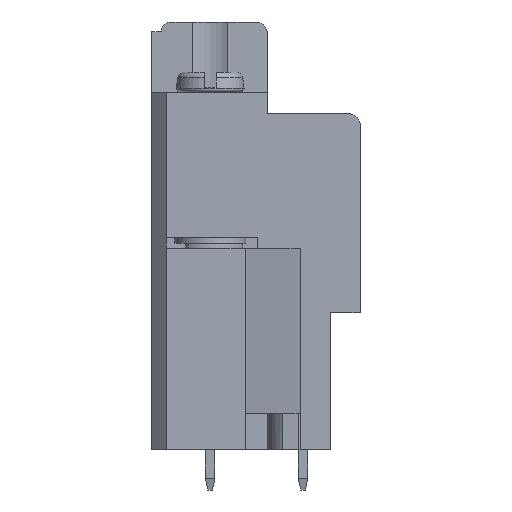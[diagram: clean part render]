
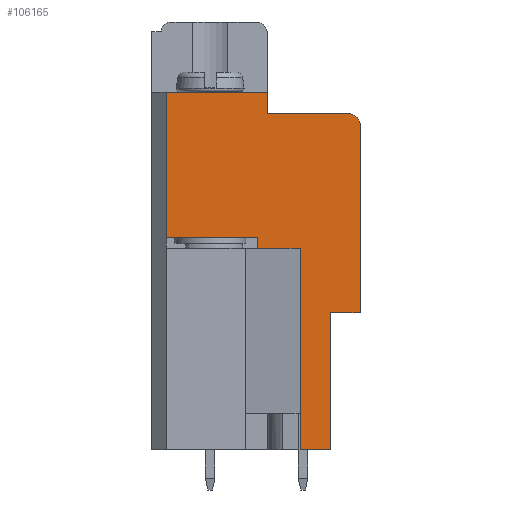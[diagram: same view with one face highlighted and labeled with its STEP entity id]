
A CAD part, left-side view. The second image highlights one B-rep face of the part: STEP entity #106165.
In plain terms, the highlighted planar face has unit normal (-1, 0, 0).
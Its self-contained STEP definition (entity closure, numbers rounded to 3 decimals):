
#91981=CARTESIAN_POINT('',(-50.325,-7.55,4.));
#91982=VERTEX_POINT('',#91981);
#91989=CARTESIAN_POINT('',(-50.325,-4.,4.));
#91990=VERTEX_POINT('',#91989);
#91991=CARTESIAN_POINT('',(-50.325,-4.,4.));
#91992=DIRECTION('',(0.,-1.,0.));
#91993=VECTOR('',#91992,3.55);
#91994=LINE('',#91991,#91993);
#91995=EDGE_CURVE('',#91990,#91982,#91994,.T.);
#92017=CARTESIAN_POINT('',(-50.325,-7.55,-12.9));
#92018=VERTEX_POINT('',#92017);
#92019=CARTESIAN_POINT('',(-50.325,-7.55,4.));
#92020=DIRECTION('',(0.,0.,-1.));
#92021=VECTOR('',#92020,16.9);
#92022=LINE('',#92019,#92021);
#92023=EDGE_CURVE('',#91982,#92018,#92022,.T.);
#92058=CARTESIAN_POINT('',(-50.325,-10.1,-12.9));
#92059=VERTEX_POINT('',#92058);
#92066=CARTESIAN_POINT('',(-50.325,-7.55,-12.9));
#92067=DIRECTION('',(0.,-1.,0.));
#92068=VECTOR('',#92067,2.55);
#92069=LINE('',#92066,#92068);
#92070=EDGE_CURVE('',#92018,#92059,#92069,.T.);
#95462=CARTESIAN_POINT('',(-50.325,-12.6,-1.4));
#95463=VERTEX_POINT('',#95462);
#95470=CARTESIAN_POINT('',(-50.325,-10.1,-1.4));
#95471=VERTEX_POINT('',#95470);
#95472=CARTESIAN_POINT('',(-50.325,-10.1,-1.4));
#95473=DIRECTION('',(0.,-1.,0.));
#95474=VECTOR('',#95473,2.5);
#95475=LINE('',#95472,#95474);
#95476=EDGE_CURVE('',#95471,#95463,#95475,.T.);
#96570=CARTESIAN_POINT('',(-50.325,-10.1,-12.9));
#96571=DIRECTION('',(0.,0.,1.));
#96572=VECTOR('',#96571,11.5);
#96573=LINE('',#96570,#96572);
#96574=EDGE_CURVE('',#92059,#95471,#96573,.T.);
#105011=CARTESIAN_POINT('',(-50.325,-12.6,14.3));
#105012=VERTEX_POINT('',#105011);
#105019=CARTESIAN_POINT('',(-50.325,-12.6,-1.4));
#105020=DIRECTION('',(0.,0.,1.));
#105021=VECTOR('',#105020,15.7);
#105022=LINE('',#105019,#105021);
#105023=EDGE_CURVE('',#95463,#105012,#105022,.T.);
#105728=CARTESIAN_POINT('',(-50.325,-4.8,17.1));
#105729=VERTEX_POINT('',#105728);
#105736=CARTESIAN_POINT('',(-50.325,-4.8,15.3));
#105737=VERTEX_POINT('',#105736);
#105738=CARTESIAN_POINT('',(-50.325,-4.8,15.3));
#105739=DIRECTION('',(0.,0.,1.));
#105740=VECTOR('',#105739,1.8);
#105741=LINE('',#105738,#105740);
#105742=EDGE_CURVE('',#105737,#105729,#105741,.T.);
#106098=CARTESIAN_POINT('',(-50.325,-3.85,3.05));
#106099=DIRECTION('',(0.,0.,-1.));
#106100=DIRECTION('',(-1.,-0.,-0.));
#106101=AXIS2_PLACEMENT_3D('',#106098,#106100,#106099);
#106102=PLANE('',#106101);
#106103=CARTESIAN_POINT('',(-50.325,-11.6,15.3));
#106104=VERTEX_POINT('',#106103);
#106105=CARTESIAN_POINT('',(-50.325,-4.8,15.3));
#106106=DIRECTION('',(0.,-1.,0.));
#106107=VECTOR('',#106106,6.8);
#106108=LINE('',#106105,#106107);
#106109=EDGE_CURVE('',#105737,#106104,#106108,.T.);
#106110=ORIENTED_EDGE('',*,*,#106109,.F.);
#106111=ORIENTED_EDGE('',*,*,#105742,.T.);
#106112=CARTESIAN_POINT('',(-50.325,3.7,17.1));
#106113=VERTEX_POINT('',#106112);
#106114=CARTESIAN_POINT('',(-50.325,-4.8,17.1));
#106115=DIRECTION('',(0.,1.,0.));
#106116=VECTOR('',#106115,8.5);
#106117=LINE('',#106114,#106116);
#106118=EDGE_CURVE('',#105729,#106113,#106117,.T.);
#106119=ORIENTED_EDGE('',*,*,#106118,.T.);
#106120=CARTESIAN_POINT('',(-50.325,3.7,4.9));
#106121=VERTEX_POINT('',#106120);
#106122=CARTESIAN_POINT('',(-50.325,3.7,17.1));
#106123=DIRECTION('',(0.,0.,-1.));
#106124=VECTOR('',#106123,12.2);
#106125=LINE('',#106122,#106124);
#106126=EDGE_CURVE('',#106113,#106121,#106125,.T.);
#106127=ORIENTED_EDGE('',*,*,#106126,.T.);
#106128=CARTESIAN_POINT('',(-50.325,0.,4.9));
#106129=VERTEX_POINT('',#106128);
#106130=CARTESIAN_POINT('',(-50.325,3.7,4.9));
#106131=DIRECTION('',(0.,-1.,0.));
#106132=VECTOR('',#106131,3.7);
#106133=LINE('',#106130,#106132);
#106134=EDGE_CURVE('',#106121,#106129,#106133,.T.);
#106135=ORIENTED_EDGE('',*,*,#106134,.T.);
#106136=CARTESIAN_POINT('',(-50.325,-4.,4.9));
#106137=VERTEX_POINT('',#106136);
#106138=CARTESIAN_POINT('',(-50.325,0.,4.9));
#106139=DIRECTION('',(0.,-1.,0.));
#106140=VECTOR('',#106139,4.);
#106141=LINE('',#106138,#106140);
#106142=EDGE_CURVE('',#106129,#106137,#106141,.T.);
#106143=ORIENTED_EDGE('',*,*,#106142,.T.);
#106144=CARTESIAN_POINT('',(-50.325,-4.,4.9));
#106145=DIRECTION('',(0.,0.,-1.));
#106146=VECTOR('',#106145,0.9);
#106147=LINE('',#106144,#106146);
#106148=EDGE_CURVE('',#106137,#91990,#106147,.T.);
#106149=ORIENTED_EDGE('',*,*,#106148,.T.);
#106150=ORIENTED_EDGE('',*,*,#91995,.T.);
#106151=ORIENTED_EDGE('',*,*,#92023,.T.);
#106152=ORIENTED_EDGE('',*,*,#92070,.T.);
#106153=ORIENTED_EDGE('',*,*,#96574,.T.);
#106154=ORIENTED_EDGE('',*,*,#95476,.T.);
#106155=ORIENTED_EDGE('',*,*,#105023,.T.);
#106156=CARTESIAN_POINT('',(-50.325,-11.6,14.3));
#106157=DIRECTION('',(0.,-1.,0.));
#106158=DIRECTION('',(-1.,0.,0.));
#106159=AXIS2_PLACEMENT_3D('',#106156,#106158,#106157);
#106160=CIRCLE('',#106159,1.);
#106161=EDGE_CURVE('',#105012,#106104,#106160,.T.);
#106162=ORIENTED_EDGE('',*,*,#106161,.T.);
#106163=EDGE_LOOP('',(#106110,#106111,#106119,#106127,#106135,#106143,#106149,#106150,#106151,#106152,#106153,#106154,#106155,#106162));
#106164=FACE_OUTER_BOUND('',#106163,.T.);
#106165=ADVANCED_FACE('',(#106164),#106102,.T.);
